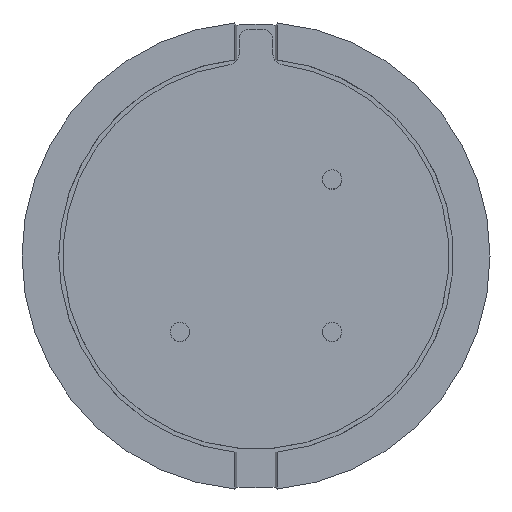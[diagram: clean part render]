
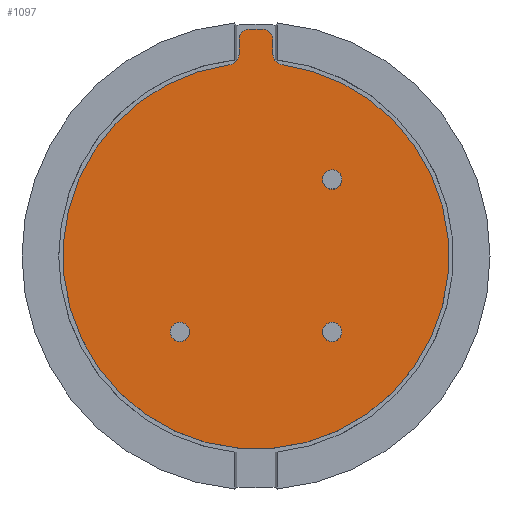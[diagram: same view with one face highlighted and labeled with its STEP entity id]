
A CAD part, top view. The second image highlights one B-rep face of the part: STEP entity #1097.
In plain terms, the highlighted face is planar.
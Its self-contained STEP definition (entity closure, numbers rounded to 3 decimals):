
#31 = CARTESIAN_POINT ( 'NONE',  ( 4.55, 0., 0. ) ) ;
#33 = CARTESIAN_POINT ( 'NONE',  ( -4.55, 0., 0. ) ) ;
#69 = ORIENTED_EDGE ( 'NONE', *, *, #373, .T. ) ;
#75 = CIRCLE ( 'NONE', #863, 0.25 ) ;
#79 = EDGE_CURVE ( 'NONE', #924, #1102, #1516, .T. ) ;
#97 = CARTESIAN_POINT ( 'NONE',  ( 0., 0., 0. ) ) ;
#102 = AXIS2_PLACEMENT_3D ( 'NONE', #590, #445, #1063 ) ;
#106 = CIRCLE ( 'NONE', #1095, 0.25 ) ;
#120 = CARTESIAN_POINT ( 'NONE',  ( 3.822, -2.903, 0. ) ) ;
#121 = CIRCLE ( 'NONE', #1024, 4.55 ) ;
#163 = CARTESIAN_POINT ( 'NONE',  ( 0., 0., 0. ) ) ;
#188 = DIRECTION ( 'NONE',  ( 0., 0., 1. ) ) ;
#190 = ORIENTED_EDGE ( 'NONE', *, *, #555, .T. ) ;
#201 = DIRECTION ( 'NONE',  ( 0., 0., -1. ) ) ;
#216 = CARTESIAN_POINT ( 'NONE',  ( 3.08, -3.646, 0. ) ) ;
#234 = DIRECTION ( 'NONE',  ( -0.707, -0.707, 0. ) ) ;
#244 = EDGE_LOOP ( 'NONE', ( #1217, #508, #1093, #289, #890, #544, #565, #69, #1247, #190, #1537, #321 ) ) ;
#247 = DIRECTION ( 'NONE',  ( -0.707, 0.707, 0. ) ) ;
#250 = VERTEX_POINT ( 'NONE', #521 ) ;
#262 = CARTESIAN_POINT ( 'NONE',  ( 3.889, -3.323, 0. ) ) ;
#289 = ORIENTED_EDGE ( 'NONE', *, *, #1072, .T. ) ;
#321 = ORIENTED_EDGE ( 'NONE', *, *, #712, .F. ) ;
#373 = EDGE_CURVE ( 'NONE', #1102, #963, #440, .T. ) ;
#378 = VERTEX_POINT ( 'NONE', #31 ) ;
#408 = DIRECTION ( 'NONE',  ( 1., 0., 0. ) ) ;
#411 = DIRECTION ( 'NONE',  ( 0., 0., 1. ) ) ;
#433 = CARTESIAN_POINT ( 'NONE',  ( 3.889, -3.323, 0. ) ) ;
#440 = CIRCLE ( 'NONE', #1482, 0.25 ) ;
#445 = DIRECTION ( 'NONE',  ( 0., 0., 1. ) ) ;
#452 = VERTEX_POINT ( 'NONE', #1391 ) ;
#472 = CARTESIAN_POINT ( 'NONE',  ( 3.677, -3.889, 0. ) ) ;
#503 = DIRECTION ( 'NONE',  ( 1., 0., 0. ) ) ;
#508 = ORIENTED_EDGE ( 'NONE', *, *, #1511, .T. ) ;
#509 = AXIS2_PLACEMENT_3D ( 'NONE', #120, #609, #974 ) ;
#521 = CARTESIAN_POINT ( 'NONE',  ( 3.962, -3.5, 0. ) ) ;
#528 = DIRECTION ( 'NONE',  ( 0., 0., -1. ) ) ;
#544 = ORIENTED_EDGE ( 'NONE', *, *, #1113, .T. ) ;
#555 = EDGE_CURVE ( 'NONE', #725, #745, #75, .T. ) ;
#565 = ORIENTED_EDGE ( 'NONE', *, *, #79, .T. ) ;
#588 = DIRECTION ( 'NONE',  ( 0., 0., 1. ) ) ;
#590 = CARTESIAN_POINT ( 'NONE',  ( 0., 0., 0. ) ) ;
#609 = DIRECTION ( 'NONE',  ( 0., 0., 1. ) ) ;
#610 = VERTEX_POINT ( 'NONE', #433 ) ;
#632 = CARTESIAN_POINT ( 'NONE',  ( 0., 0., 0. ) ) ;
#654 = CIRCLE ( 'NONE', #1142, 0.25 ) ;
#664 = VERTEX_POINT ( 'NONE', #1046 ) ;
#678 = DIRECTION ( 'NONE',  ( 1., 0., 0. ) ) ;
#700 = AXIS2_PLACEMENT_3D ( 'NONE', #163, #411, #1010 ) ;
#706 = LINE ( 'NONE', #1222, #1196 ) ;
#712 = EDGE_CURVE ( 'NONE', #378, #1250, #1006, .T. ) ;
#725 = VERTEX_POINT ( 'NONE', #216 ) ;
#745 = VERTEX_POINT ( 'NONE', #1411 ) ;
#750 = DIRECTION ( 'NONE',  ( 1., 0., 0. ) ) ;
#822 = CARTESIAN_POINT ( 'NONE',  ( 3.323, -3.889, 0. ) ) ;
#853 = DIRECTION ( 'NONE',  ( 0., 0., 1. ) ) ;
#863 = AXIS2_PLACEMENT_3D ( 'NONE', #1510, #188, #678 ) ;
#890 = ORIENTED_EDGE ( 'NONE', *, *, #1290, .T. ) ;
#895 = CARTESIAN_POINT ( 'NONE',  ( 3.623, -2.752, 0. ) ) ;
#917 = EDGE_CURVE ( 'NONE', #452, #664, #654, .T. ) ;
#919 = CARTESIAN_POINT ( 'NONE',  ( 3.712, -3.5, 0. ) ) ;
#924 = VERTEX_POINT ( 'NONE', #1315 ) ;
#963 = VERTEX_POINT ( 'NONE', #822 ) ;
#974 = DIRECTION ( 'NONE',  ( 1., 0., 0. ) ) ;
#987 = CARTESIAN_POINT ( 'NONE',  ( 3.5, -3.712, 0. ) ) ;
#988 = DIRECTION ( 'NONE',  ( 0.707, -0.707, 0. ) ) ;
#1002 = CARTESIAN_POINT ( 'NONE',  ( 3.712, -3.5, 0. ) ) ;
#1006 = CIRCLE ( 'NONE', #102, 4.55 ) ;
#1010 = DIRECTION ( 'NONE',  ( 1., 0., 0. ) ) ;
#1012 = EDGE_CURVE ( 'NONE', #1401, #378, #121, .T. ) ;
#1024 = AXIS2_PLACEMENT_3D ( 'NONE', #97, #1200, #1074 ) ;
#1046 = CARTESIAN_POINT ( 'NONE',  ( 3.646, -3.08, 0. ) ) ;
#1047 = DIRECTION ( 'NONE',  ( 1., 0., 0. ) ) ;
#1050 = CARTESIAN_POINT ( 'NONE',  ( 3.677, -3.889, 0. ) ) ;
#1063 = DIRECTION ( 'NONE',  ( 1., 0., 0. ) ) ;
#1072 = EDGE_CURVE ( 'NONE', #664, #610, #1076, .T. ) ;
#1074 = DIRECTION ( 'NONE',  ( 1., 0., 0. ) ) ;
#1076 = LINE ( 'NONE', #262, #1398 ) ;
#1093 = ORIENTED_EDGE ( 'NONE', *, *, #917, .T. ) ;
#1095 = AXIS2_PLACEMENT_3D ( 'NONE', #919, #201, #1047 ) ;
#1097 = ADVANCED_FACE ( 'NONE', ( #1559 ), #1354, .F. ) ;
#1102 = VERTEX_POINT ( 'NONE', #1050 ) ;
#1113 = EDGE_CURVE ( 'NONE', #250, #924, #106, .T. ) ;
#1114 = DIRECTION ( 'NONE',  ( 0., 0., -1. ) ) ;
#1117 = VECTOR ( 'NONE', #234, 1000. ) ;
#1142 = AXIS2_PLACEMENT_3D ( 'NONE', #1309, #588, #1542 ) ;
#1196 = VECTOR ( 'NONE', #247, 1000. ) ;
#1200 = DIRECTION ( 'NONE',  ( 0., 0., 1. ) ) ;
#1217 = ORIENTED_EDGE ( 'NONE', *, *, #1012, .F. ) ;
#1222 = CARTESIAN_POINT ( 'NONE',  ( 2.922, -3.488, 0. ) ) ;
#1229 = CIRCLE ( 'NONE', #700, 4.55 ) ;
#1247 = ORIENTED_EDGE ( 'NONE', *, *, #1496, .T. ) ;
#1250 = VERTEX_POINT ( 'NONE', #33 ) ;
#1289 = AXIS2_PLACEMENT_3D ( 'NONE', #1002, #528, #503 ) ;
#1290 = EDGE_CURVE ( 'NONE', #610, #250, #1538, .T. ) ;
#1309 = CARTESIAN_POINT ( 'NONE',  ( 3.822, -2.903, 0. ) ) ;
#1315 = CARTESIAN_POINT ( 'NONE',  ( 3.889, -3.677, 0. ) ) ;
#1316 = AXIS2_PLACEMENT_3D ( 'NONE', #632, #853, #750 ) ;
#1332 = EDGE_CURVE ( 'NONE', #1250, #745, #1229, .T. ) ;
#1350 = CIRCLE ( 'NONE', #509, 0.25 ) ;
#1354 = PLANE ( 'NONE',  #1316 ) ;
#1391 = CARTESIAN_POINT ( 'NONE',  ( 3.572, -2.903, 0. ) ) ;
#1398 = VECTOR ( 'NONE', #988, 1000. ) ;
#1401 = VERTEX_POINT ( 'NONE', #895 ) ;
#1411 = CARTESIAN_POINT ( 'NONE',  ( 2.752, -3.623, 0. ) ) ;
#1482 = AXIS2_PLACEMENT_3D ( 'NONE', #987, #1114, #408 ) ;
#1496 = EDGE_CURVE ( 'NONE', #963, #725, #706, .T. ) ;
#1510 = CARTESIAN_POINT ( 'NONE',  ( 2.903, -3.822, 0. ) ) ;
#1511 = EDGE_CURVE ( 'NONE', #1401, #452, #1350, .T. ) ;
#1516 = LINE ( 'NONE', #472, #1117 ) ;
#1537 = ORIENTED_EDGE ( 'NONE', *, *, #1332, .F. ) ;
#1538 = CIRCLE ( 'NONE', #1289, 0.25 ) ;
#1542 = DIRECTION ( 'NONE',  ( 1., 0., 0. ) ) ;
#1559 = FACE_OUTER_BOUND ( 'NONE', #244, .T. ) ;
